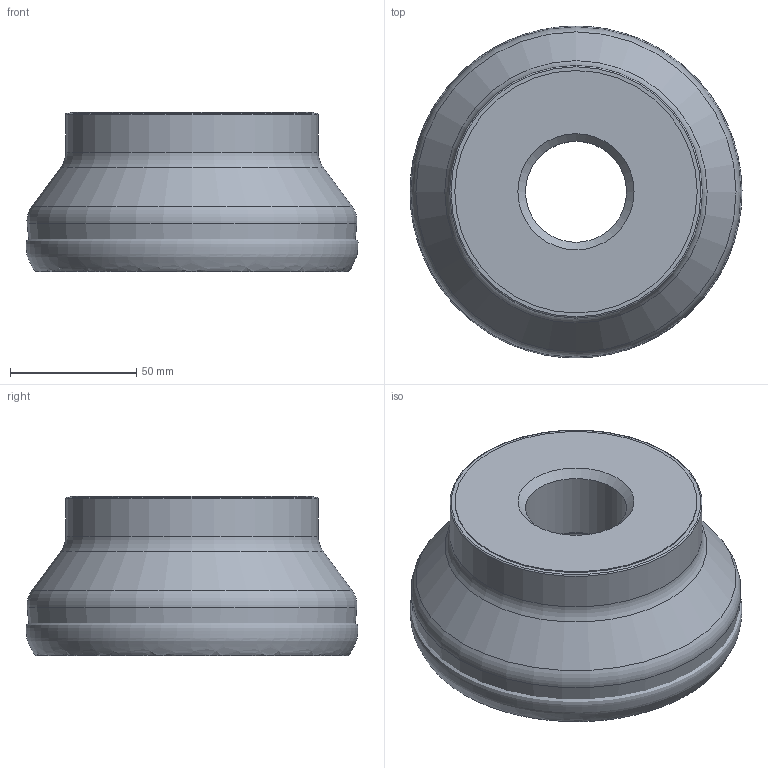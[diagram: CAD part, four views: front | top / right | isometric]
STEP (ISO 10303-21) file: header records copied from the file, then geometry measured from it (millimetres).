
FILE_DESCRIPTION(/* description */ (''),/* implementation_level */ '2;1');
FILE_NAME(/* name */ '1551770290132.stp',/* time_stamp */ '2019-03-05T12:48:54+05:00',/* author */ (''),/* organization */ ('SMS'),/* preprocessor_version */ 'ST-DEVELOPER v15',/* originating_system */ 'SIEMENS PLM Software NX 8.5',/* authorisation */ '');
FILE_SCHEMA (('AUTOMOTIVE_DESIGN { 1 0 10303 214 3 1 1 1 }'));
Length unit declared in the file: millimetre
Products named in the file (4): 202214269mod000_00; ASSEMBLY_CONSTRUCTION; 202166746mod000_00; 202166745mod000_00
Assembly tree (3 placements, depth 2):
  202166745mod000_00
    202166746mod000_00
    ASSEMBLY_CONSTRUCTION
    202214269mod000_00
Bounding box: 131.48 x 131.47 x 63 mm (x, y, z)
Volume: 560503.5 mm3; surface area: 67944.1 mm2
Topology: 2 solids, 2 shells, 27 faces, 54 edges, 58 vertices
Faces by surface type: cone 10, torus 6, plane 5, cylinder 4, revolution 1, bspline 1
Full cylindrical faces by diameter (mm): 40.013 x1, 56 x1, 96 x1, 100 x1
Entity records: 20442 total; most frequent: CARTESIAN_POINT 19591, DIRECTION 161, AXIS2_PLACEMENT_3D 80, STYLED_ITEM 54, PRESENTATION_STYLE_ASSIGNMENT 54, FACE_BOUND 53, EDGE_LOOP 52, ORIENTED_EDGE 52
